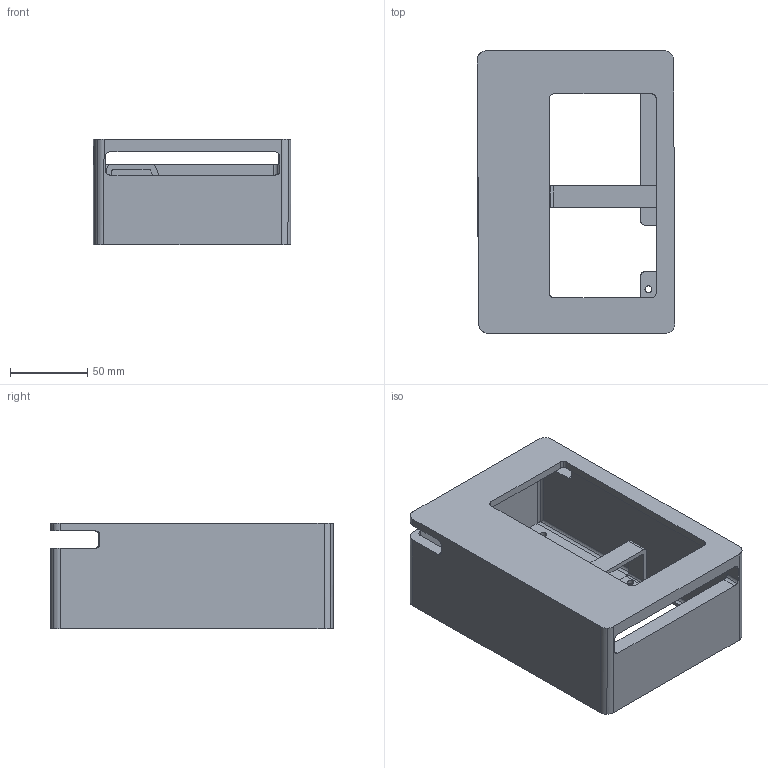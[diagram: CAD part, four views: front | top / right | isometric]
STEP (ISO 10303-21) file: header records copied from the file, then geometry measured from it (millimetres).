
FILE_DESCRIPTION(('STEP AP214'),'1');
FILE_NAME('A920 holder.stp','2019-11-21T03:04:04',(' '),(' '),'Spatial InterOp 3D',' ',' ');
FILE_SCHEMA(('AUTOMOTIVE_DESIGN { 1 0 10303 214 1 1 1 1 }'));
Length unit declared in the file: millimetre
Products named in the file (3): A920 holder; holder; mount
Assembly tree (2 placements, depth 2):
  A920 holder
    holder
    mount
Bounding box: 128.13 x 182.89 x 68.28 mm (x, y, z)
Volume: 326802.5 mm3; surface area: 119881.2 mm2
Topology: 2 solids, 2 shells, 168 faces, 506 edges, 340 vertices
Faces by surface type: cylinder 114, plane 54
Entity records: 7282 total; most frequent: DIRECTION 1087, CARTESIAN_POINT 1017, ORIENTED_EDGE 1012, EDGE_CURVE 506, AXIS2_PLACEMENT_3D 410, VERTEX_POINT 340, LINE 267, VECTOR 267
